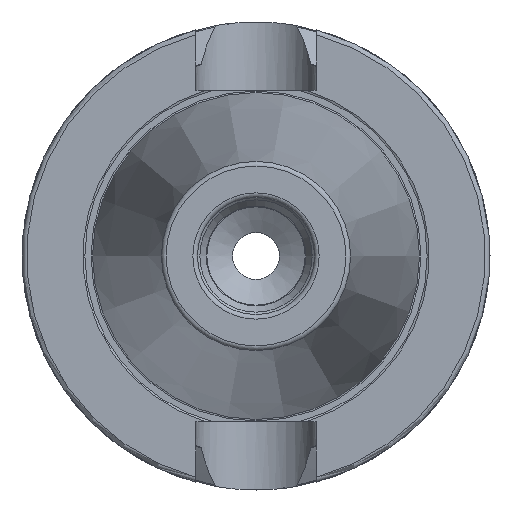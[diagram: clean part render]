
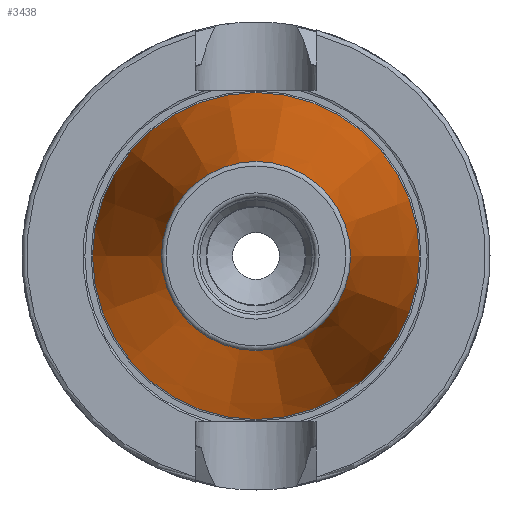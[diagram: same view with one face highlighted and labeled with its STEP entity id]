
A CAD part, left-side view. The second image highlights one B-rep face of the part: STEP entity #3438.
In plain terms, the highlighted conical face has half-angle 8.297 degrees and reference radius 27.564 mm.
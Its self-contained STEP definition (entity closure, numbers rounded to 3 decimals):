
#3404=CARTESIAN_POINT('',(-100.944,20.204,0.0));
#3405=VERTEX_POINT('',#3404);
#3406=CARTESIAN_POINT('',(-100.944,0.0,0.0));
#3407=DIRECTION('',(1.0,0.0,0.0));
#3408=DIRECTION('',(0.0,1.0,0.0));
#3409=AXIS2_PLACEMENT_3D('',#3406,#3407,#3408);
#3410=CIRCLE('',#3409,20.204);
#3411=EDGE_CURVE('',#3405,#3405,#3410,.T.);
#3419=CARTESIAN_POINT('',(-50.472,0.0,0.0));
#3420=DIRECTION('',(1.0,0.0,0.0));
#3421=DIRECTION('',(0.0,1.0,0.0));
#3422=AXIS2_PLACEMENT_3D('',#3419,#3420,#3421);
#3423=CONICAL_SURFACE('',#3422,27.564,8.297);
#3424=CARTESIAN_POINT('',(0.0,34.925,0.0));
#3425=VERTEX_POINT('',#3424);
#3426=CARTESIAN_POINT('',(0.0,0.0,0.0));
#3427=DIRECTION('',(1.0,0.0,0.0));
#3428=DIRECTION('',(0.0,1.0,0.0));
#3429=AXIS2_PLACEMENT_3D('',#3426,#3427,#3428);
#3430=CIRCLE('',#3429,34.925);
#3431=EDGE_CURVE('',#3425,#3425,#3430,.T.);
#3432=ORIENTED_EDGE('',*,*,#3431,.F.);
#3433=EDGE_LOOP('',(#3432));
#3434=FACE_OUTER_BOUND('',#3433,.T.);
#3435=ORIENTED_EDGE('',*,*,#3411,.T.);
#3436=EDGE_LOOP('',(#3435));
#3437=FACE_BOUND('',#3436,.T.);
#3438=ADVANCED_FACE('',(#3434,#3437),#3423,.T.);
